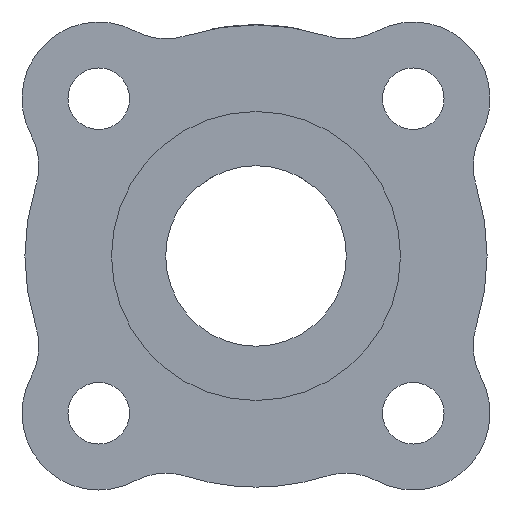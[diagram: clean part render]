
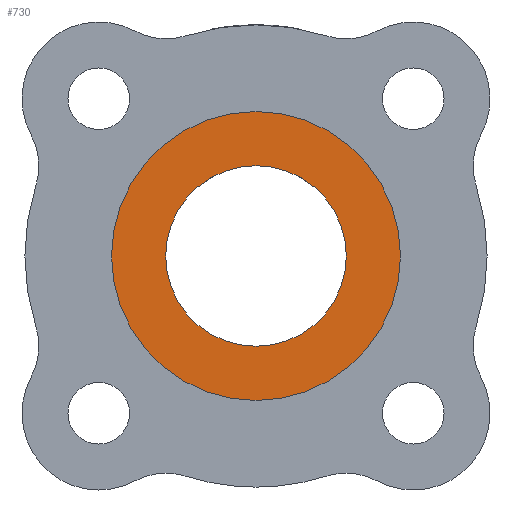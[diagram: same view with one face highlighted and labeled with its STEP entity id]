
A CAD part, front view. The second image highlights one B-rep face of the part: STEP entity #730.
In plain terms, the highlighted planar face has unit normal (0, -1, 0).
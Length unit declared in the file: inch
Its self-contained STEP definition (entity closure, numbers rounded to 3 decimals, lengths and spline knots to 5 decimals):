
#28 = DIRECTION ( 'NONE',  ( 0., 1., 0. ) ) ;
#33 = AXIS2_PLACEMENT_3D ( 'NONE', #96, #940, #218 ) ;
#52 = FACE_BOUND ( 'NONE', #644, .T. ) ;
#96 = CARTESIAN_POINT ( 'NONE',  ( 0., 0., 0. ) ) ;
#149 = ORIENTED_EDGE ( 'NONE', *, *, #239, .T. ) ;
#165 = VERTEX_POINT ( 'NONE', #489 ) ;
#166 = EDGE_CURVE ( 'NONE', #1090, #165, #1135, .T. ) ;
#207 = CARTESIAN_POINT ( 'NONE',  ( 0., 0., -0.15625 ) ) ;
#218 = DIRECTION ( 'NONE',  ( 0., 0., 1. ) ) ;
#239 = EDGE_CURVE ( 'NONE', #483, #1383, #1012, .T. ) ;
#257 = ORIENTED_EDGE ( 'NONE', *, *, #404, .F. ) ;
#385 = DIRECTION ( 'NONE',  ( 0., 1., 0. ) ) ;
#386 = CARTESIAN_POINT ( 'NONE',  ( 0., 0., 0. ) ) ;
#387 = EDGE_CURVE ( 'NONE', #1383, #483, #1271, .T. ) ;
#404 = EDGE_CURVE ( 'NONE', #165, #1090, #1004, .T. ) ;
#422 = CARTESIAN_POINT ( 'NONE',  ( 0., 0., 0.15625 ) ) ;
#483 = VERTEX_POINT ( 'NONE', #207 ) ;
#489 = CARTESIAN_POINT ( 'NONE',  ( 0., 0., -0.25 ) ) ;
#513 = DIRECTION ( 'NONE',  ( 0., 0., 1. ) ) ;
#599 = ORIENTED_EDGE ( 'NONE', *, *, #387, .T. ) ;
#621 = DIRECTION ( 'NONE',  ( 0., 1., 0. ) ) ;
#644 = EDGE_LOOP ( 'NONE', ( #599, #149 ) ) ;
#651 = CARTESIAN_POINT ( 'NONE',  ( 0., 0., 0.25 ) ) ;
#730 = ADVANCED_FACE ( 'NONE', ( #52, #1020 ), #1062, .F. ) ;
#753 = CARTESIAN_POINT ( 'NONE',  ( 0., 0., 0. ) ) ;
#878 = DIRECTION ( 'NONE',  ( 0., 0., 1. ) ) ;
#937 = AXIS2_PLACEMENT_3D ( 'NONE', #1275, #621, #1384 ) ;
#940 = DIRECTION ( 'NONE',  ( 0., 1., 0. ) ) ;
#958 = AXIS2_PLACEMENT_3D ( 'NONE', #1072, #385, #1189 ) ;
#1004 = CIRCLE ( 'NONE', #1262, 0.25 ) ;
#1012 = CIRCLE ( 'NONE', #958, 0.15625 ) ;
#1014 = ORIENTED_EDGE ( 'NONE', *, *, #166, .F. ) ;
#1020 = FACE_OUTER_BOUND ( 'NONE', #1476, .T. ) ;
#1056 = AXIS2_PLACEMENT_3D ( 'NONE', #386, #1192, #513 ) ;
#1062 = PLANE ( 'NONE',  #937 ) ;
#1072 = CARTESIAN_POINT ( 'NONE',  ( 0., 0., 0. ) ) ;
#1090 = VERTEX_POINT ( 'NONE', #651 ) ;
#1135 = CIRCLE ( 'NONE', #33, 0.25 ) ;
#1189 = DIRECTION ( 'NONE',  ( 0., 0., 1. ) ) ;
#1192 = DIRECTION ( 'NONE',  ( 0., 1., 0. ) ) ;
#1262 = AXIS2_PLACEMENT_3D ( 'NONE', #753, #28, #878 ) ;
#1271 = CIRCLE ( 'NONE', #1056, 0.15625 ) ;
#1275 = CARTESIAN_POINT ( 'NONE',  ( 0., 0., 0. ) ) ;
#1383 = VERTEX_POINT ( 'NONE', #422 ) ;
#1384 = DIRECTION ( 'NONE',  ( 0., 0., 1. ) ) ;
#1476 = EDGE_LOOP ( 'NONE', ( #257, #1014 ) ) ;
